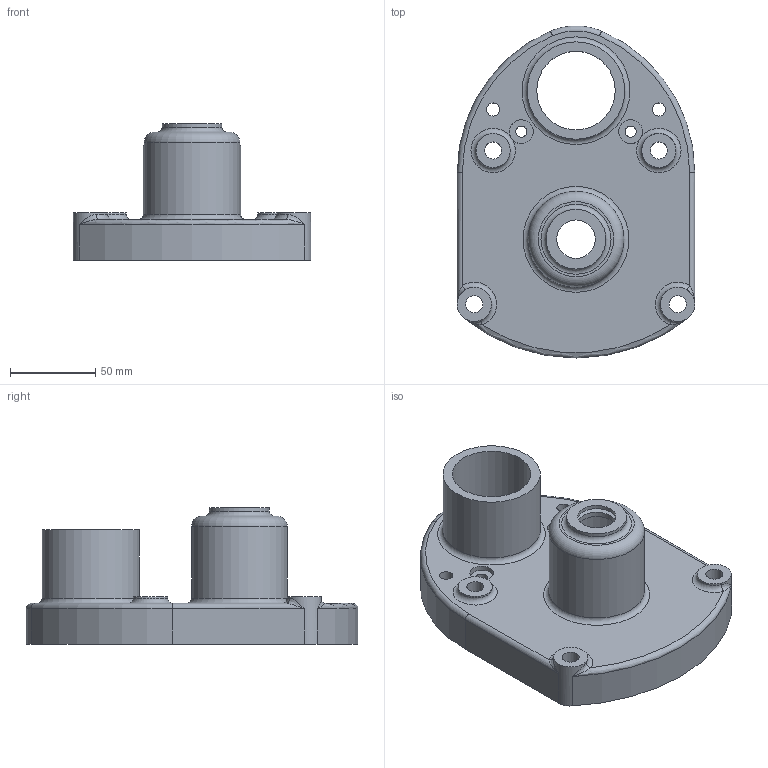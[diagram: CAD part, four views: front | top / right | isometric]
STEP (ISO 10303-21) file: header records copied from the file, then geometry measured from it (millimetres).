
FILE_DESCRIPTION(/* description */ (''),/* implementation_level */ '2;1');
FILE_NAME(/* name */ 'Part 041.stp',/* time_stamp */ '2015-02-21T14:34:34+02:00',/* author */ ('SFC'),/* organization */ (''),/* preprocessor_version */ 'ST-DEVELOPER v15.2',/* originating_system */ 'Autodesk Inventor 2014',/* authorisation */ '');
FILE_SCHEMA (('AUTOMOTIVE_DESIGN { 1 0 10303 214 3 1 1 }'));
Length unit declared in the file: millimetre
Products named in the file (1): Part 041
Bounding box: 139 x 194.28 x 80 mm (x, y, z)
Volume: 333026.4 mm3; surface area: 100446.7 mm2
Topology: 1 solids, 1 shells, 75 faces, 174 edges, 106 vertices
Faces by surface type: cylinder 34, torus 18, plane 17, bspline 4, cone 2
Full cylindrical faces by diameter (mm): 6.5 x2, 7.647 x2, 10 x4, 14 x2, 20 x4, 22.5 x2, 30 x1, 35 x2, 46 x2, 47 x1, 56 x1, 57 x1
Entity records: 2201 total; most frequent: CARTESIAN_POINT 588, DIRECTION 354, ORIENTED_EDGE 248, AXIS2_PLACEMENT_3D 168, EDGE_LOOP 138, EDGE_CURVE 124, CIRCLE 96, VERTEX_POINT 94
